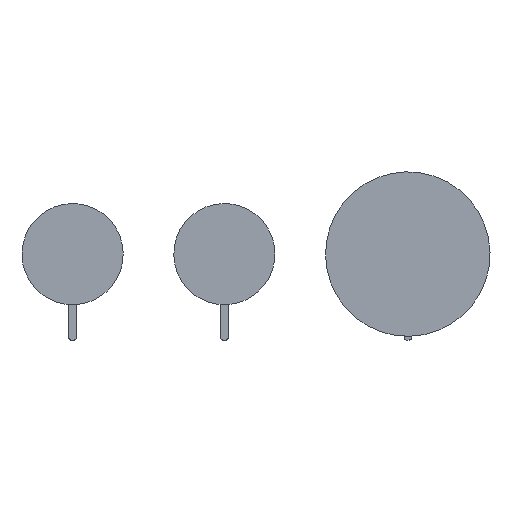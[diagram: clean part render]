
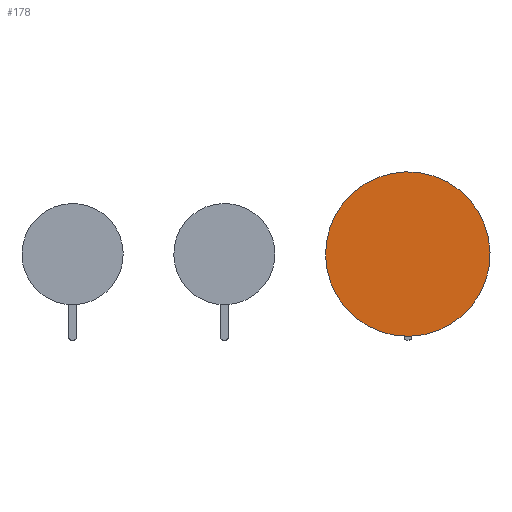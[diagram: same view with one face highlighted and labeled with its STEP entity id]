
A CAD part, front view. The second image highlights one B-rep face of the part: STEP entity #178.
In plain terms, the highlighted planar face has unit normal (0, -1, 0).
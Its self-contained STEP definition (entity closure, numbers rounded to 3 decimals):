
#135=CARTESIAN_POINT('Vertex',(113.837,-5.,62.992)) ;
#138=CARTESIAN_POINT('Axis2P3D Location',(145.,-5.,120.035)) ;
#142=CARTESIAN_POINT('Vertex',(176.163,-5.,177.078)) ;
#157=CARTESIAN_POINT('Axis2P3D Location',(145.,-5.,120.035)) ;
#169=CARTESIAN_POINT('Axis2P3D Location',(145.,-5.,185.035)) ;
#139=DIRECTION('Axis2P3D Direction',(-0.,1.,0.)) ;
#158=DIRECTION('Axis2P3D Direction',(-0.,1.,0.)) ;
#170=DIRECTION('Axis2P3D Direction',(-0.,1.,0.)) ;
#171=DIRECTION('Axis2P3D XDirection',(1.,0.,0.)) ;
#140=AXIS2_PLACEMENT_3D('Circle Axis2P3D',#138,#139,$) ;
#159=AXIS2_PLACEMENT_3D('Circle Axis2P3D',#157,#158,$) ;
#172=AXIS2_PLACEMENT_3D('Plane Axis2P3D',#169,#170,#171) ;
#141=CIRCLE('generated circle',#140,65.) ;
#160=CIRCLE('generated circle',#159,65.) ;
#173=PLANE('',#172) ;
#144=EDGE_CURVE('',#136,#143,#141,.T.) ;
#161=EDGE_CURVE('',#143,#136,#160,.T.) ;
#175=ORIENTED_EDGE('',*,*,#161,.F.) ;
#176=ORIENTED_EDGE('',*,*,#144,.F.) ;
#174=EDGE_LOOP('',(#175,#176)) ;
#136=VERTEX_POINT('',#135) ;
#143=VERTEX_POINT('',#142) ;
#178=ADVANCED_FACE('GS01R200.1\\Product1_AllCATPart.1\\Manopola Thermo GS.1\\PartBody',(#177),#173,.F.) ;
#177=FACE_OUTER_BOUND('',#174,.T.) ;
